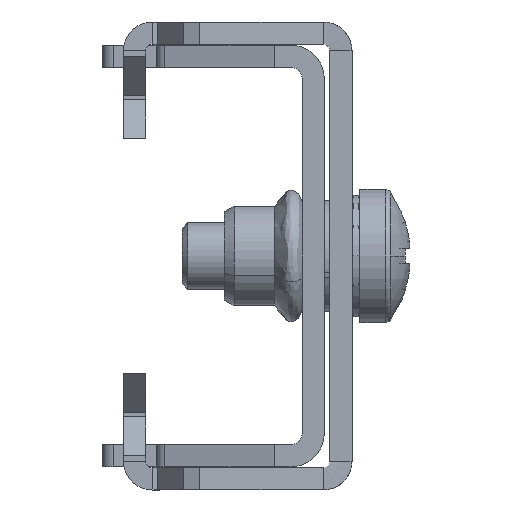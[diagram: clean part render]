
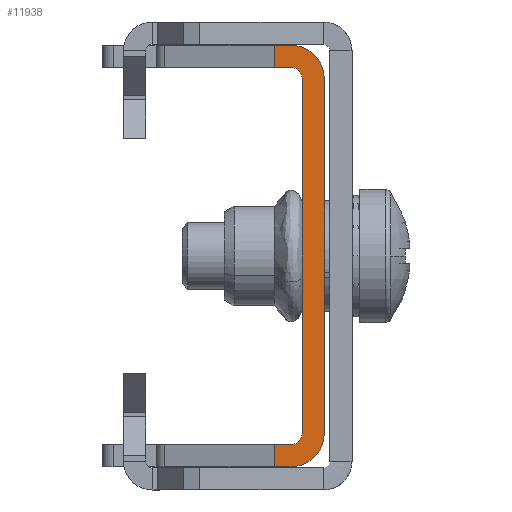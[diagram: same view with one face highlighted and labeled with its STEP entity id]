
A CAD part, left-side view. The second image highlights one B-rep face of the part: STEP entity #11938.
In plain terms, the highlighted planar face has unit normal (-1, 0, 0).
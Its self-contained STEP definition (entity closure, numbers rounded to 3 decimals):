
#237 = CARTESIAN_POINT ( 'NONE',  ( -193.3, 1., 17. ) ) ;
#439 = VERTEX_POINT ( 'NONE', #2967 ) ;
#456 = ORIENTED_EDGE ( 'NONE', *, *, #7397, .T. ) ;
#473 = VECTOR ( 'NONE', #6775, 1000. ) ;
#702 = EDGE_CURVE ( 'NONE', #439, #5226, #930, .T. ) ;
#834 = VECTOR ( 'NONE', #2818, 1000. ) ;
#930 = LINE ( 'NONE', #1215, #4847 ) ;
#992 = CARTESIAN_POINT ( 'NONE',  ( -193.3, 18., 17. ) ) ;
#1056 = ORIENTED_EDGE ( 'NONE', *, *, #13880, .T. ) ;
#1129 = FACE_OUTER_BOUND ( 'NONE', #15760, .T. ) ;
#1203 = DIRECTION ( 'NONE',  ( 0., 0., -1. ) ) ;
#1215 = CARTESIAN_POINT ( 'NONE',  ( -193.3, 2.5, 19. ) ) ;
#1744 = ORIENTED_EDGE ( 'NONE', *, *, #14222, .T. ) ;
#2024 = VERTEX_POINT ( 'NONE', #11190 ) ;
#2209 = DIRECTION ( 'NONE',  ( 0., 0., 1. ) ) ;
#2256 = DIRECTION ( 'NONE',  ( -1., 0., 0. ) ) ;
#2377 = CARTESIAN_POINT ( 'NONE',  ( -193.3, 1., -16. ) ) ;
#2818 = DIRECTION ( 'NONE',  ( 0., 1., 0. ) ) ;
#2967 = CARTESIAN_POINT ( 'NONE',  ( -193.3, 2.5, 19. ) ) ;
#2996 = AXIS2_PLACEMENT_3D ( 'NONE', #7316, #15857, #8559 ) ;
#3201 = VECTOR ( 'NONE', #7328, 1000. ) ;
#3398 = CIRCLE ( 'NONE', #3565, 3. ) ;
#3422 = CARTESIAN_POINT ( 'NONE',  ( -193.3, 0., -16. ) ) ;
#3488 = CARTESIAN_POINT ( 'NONE',  ( -193.3, 0., 16. ) ) ;
#3542 = PLANE ( 'NONE',  #6478 ) ;
#3565 = AXIS2_PLACEMENT_3D ( 'NONE', #15135, #7783, #16337 ) ;
#3754 = VECTOR ( 'NONE', #4090, 1000. ) ;
#3924 = ORIENTED_EDGE ( 'NONE', *, *, #702, .T. ) ;
#4064 = LINE ( 'NONE', #15355, #473 ) ;
#4090 = DIRECTION ( 'NONE',  ( 0., 0., -1. ) ) ;
#4847 = VECTOR ( 'NONE', #1203, 1000. ) ;
#4908 = VECTOR ( 'NONE', #9969, 1000. ) ;
#4948 = CARTESIAN_POINT ( 'NONE',  ( -193.3, -2., -16. ) ) ;
#4951 = EDGE_CURVE ( 'NONE', #13610, #9636, #13238, .T. ) ;
#5130 = CARTESIAN_POINT ( 'NONE',  ( -193.3, 1., -17. ) ) ;
#5226 = VERTEX_POINT ( 'NONE', #7828 ) ;
#5451 = LINE ( 'NONE', #16219, #11679 ) ;
#5465 = ORIENTED_EDGE ( 'NONE', *, *, #6839, .T. ) ;
#5639 = ORIENTED_EDGE ( 'NONE', *, *, #6128, .T. ) ;
#5870 = LINE ( 'NONE', #6203, #15337 ) ;
#6059 = DIRECTION ( 'NONE',  ( 0., -1., 0. ) ) ;
#6128 = EDGE_CURVE ( 'NONE', #12074, #6864, #7875, .T. ) ;
#6203 = CARTESIAN_POINT ( 'NONE',  ( -193.3, 18., -19. ) ) ;
#6478 = AXIS2_PLACEMENT_3D ( 'NONE', #7374, #15927, #8630 ) ;
#6575 = VERTEX_POINT ( 'NONE', #10514 ) ;
#6775 = DIRECTION ( 'NONE',  ( 0., 1., 0. ) ) ;
#6839 = EDGE_CURVE ( 'NONE', #2024, #12074, #5870, .T. ) ;
#6861 = ORIENTED_EDGE ( 'NONE', *, *, #10877, .T. ) ;
#6864 = VERTEX_POINT ( 'NONE', #4948 ) ;
#6994 = LINE ( 'NONE', #3488, #3201 ) ;
#7141 = LINE ( 'NONE', #9124, #3754 ) ;
#7180 = VERTEX_POINT ( 'NONE', #15313 ) ;
#7316 = CARTESIAN_POINT ( 'NONE',  ( -193.3, 1., 16. ) ) ;
#7328 = DIRECTION ( 'NONE',  ( 0., 0., -1. ) ) ;
#7374 = CARTESIAN_POINT ( 'NONE',  ( -193.3, 1., 16. ) ) ;
#7397 = EDGE_CURVE ( 'NONE', #6864, #15899, #5451, .T. ) ;
#7681 = AXIS2_PLACEMENT_3D ( 'NONE', #12062, #12057, #12036 ) ;
#7783 = DIRECTION ( 'NONE',  ( -1., 0., 0. ) ) ;
#7828 = CARTESIAN_POINT ( 'NONE',  ( -193.3, 2.5, 17. ) ) ;
#7875 = CIRCLE ( 'NONE', #15639, 3. ) ;
#8031 = VERTEX_POINT ( 'NONE', #14035 ) ;
#8374 = ORIENTED_EDGE ( 'NONE', *, *, #13662, .T. ) ;
#8559 = DIRECTION ( 'NONE',  ( 0., 0., 1. ) ) ;
#8630 = DIRECTION ( 'NONE',  ( 0., 0., 1. ) ) ;
#9124 = CARTESIAN_POINT ( 'NONE',  ( -193.3, 2.5, 19. ) ) ;
#9636 = VERTEX_POINT ( 'NONE', #5130 ) ;
#9969 = DIRECTION ( 'NONE',  ( 0., -1., 0. ) ) ;
#10247 = ORIENTED_EDGE ( 'NONE', *, *, #14474, .T. ) ;
#10514 = CARTESIAN_POINT ( 'NONE',  ( -193.3, 2.5, -17. ) ) ;
#10877 = EDGE_CURVE ( 'NONE', #9636, #6575, #4064, .T. ) ;
#11190 = CARTESIAN_POINT ( 'NONE',  ( -193.3, 2.5, -19. ) ) ;
#11583 = CARTESIAN_POINT ( 'NONE',  ( -193.3, 1., 19. ) ) ;
#11679 = VECTOR ( 'NONE', #16321, 1000. ) ;
#11938 = ADVANCED_FACE ( 'NONE', ( #1129 ), #3542, .T. ) ;
#12036 = DIRECTION ( 'NONE',  ( 0., 0., 1. ) ) ;
#12057 = DIRECTION ( 'NONE',  ( 1., 0., 0. ) ) ;
#12062 = CARTESIAN_POINT ( 'NONE',  ( -193.3, 1., -16. ) ) ;
#12074 = VERTEX_POINT ( 'NONE', #15190 ) ;
#12564 = CARTESIAN_POINT ( 'NONE',  ( -193.3, -2., 16. ) ) ;
#13238 = CIRCLE ( 'NONE', #7681, 1. ) ;
#13610 = VERTEX_POINT ( 'NONE', #3422 ) ;
#13662 = EDGE_CURVE ( 'NONE', #7180, #13610, #6994, .T. ) ;
#13880 = EDGE_CURVE ( 'NONE', #15899, #8031, #3398, .T. ) ;
#14035 = CARTESIAN_POINT ( 'NONE',  ( -193.3, 1., 19. ) ) ;
#14222 = EDGE_CURVE ( 'NONE', #15194, #7180, #14456, .T. ) ;
#14249 = LINE ( 'NONE', #11583, #834 ) ;
#14274 = ORIENTED_EDGE ( 'NONE', *, *, #15093, .T. ) ;
#14394 = LINE ( 'NONE', #992, #4908 ) ;
#14456 = CIRCLE ( 'NONE', #2996, 1. ) ;
#14474 = EDGE_CURVE ( 'NONE', #8031, #439, #14249, .T. ) ;
#14569 = ORIENTED_EDGE ( 'NONE', *, *, #15807, .T. ) ;
#15093 = EDGE_CURVE ( 'NONE', #6575, #2024, #7141, .T. ) ;
#15135 = CARTESIAN_POINT ( 'NONE',  ( -193.3, 1., 16. ) ) ;
#15190 = CARTESIAN_POINT ( 'NONE',  ( -193.3, 1., -19. ) ) ;
#15194 = VERTEX_POINT ( 'NONE', #237 ) ;
#15313 = CARTESIAN_POINT ( 'NONE',  ( -193.3, 0., 16. ) ) ;
#15337 = VECTOR ( 'NONE', #6059, 1000. ) ;
#15355 = CARTESIAN_POINT ( 'NONE',  ( -193.3, 1., -17. ) ) ;
#15548 = ORIENTED_EDGE ( 'NONE', *, *, #4951, .T. ) ;
#15639 = AXIS2_PLACEMENT_3D ( 'NONE', #2377, #2256, #2209 ) ;
#15760 = EDGE_LOOP ( 'NONE', ( #14274, #5465, #5639, #456, #1056, #10247, #3924, #14569, #1744, #8374, #15548, #6861 ) ) ;
#15807 = EDGE_CURVE ( 'NONE', #5226, #15194, #14394, .T. ) ;
#15857 = DIRECTION ( 'NONE',  ( 1., 0., 0. ) ) ;
#15899 = VERTEX_POINT ( 'NONE', #12564 ) ;
#15927 = DIRECTION ( 'NONE',  ( -1., 0., 0. ) ) ;
#16219 = CARTESIAN_POINT ( 'NONE',  ( -193.3, -2., -16. ) ) ;
#16321 = DIRECTION ( 'NONE',  ( 0., 0., 1. ) ) ;
#16337 = DIRECTION ( 'NONE',  ( 0., 0., 1. ) ) ;
